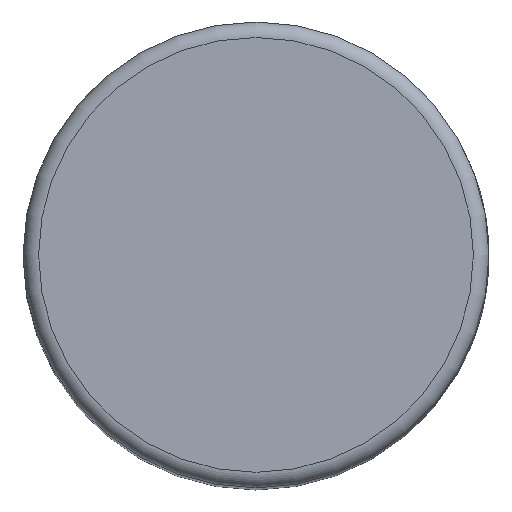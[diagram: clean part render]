
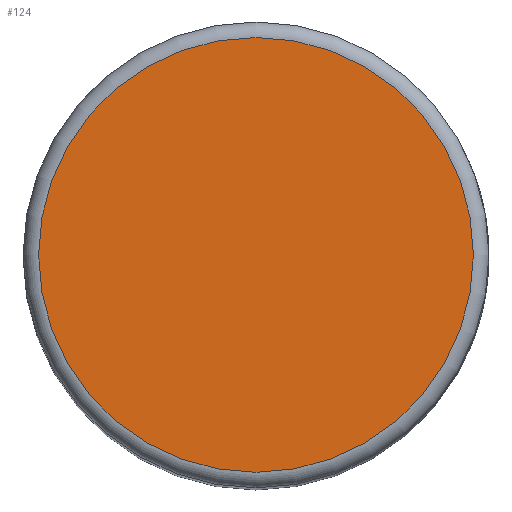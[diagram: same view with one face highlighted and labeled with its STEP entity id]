
A CAD part, top view. The second image highlights one B-rep face of the part: STEP entity #124.
In plain terms, the highlighted planar face has unit normal (0, 0, 1).
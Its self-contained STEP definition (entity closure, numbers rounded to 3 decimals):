
#124=ADVANCED_FACE('',(#325),#326,.T.);
#325=FACE_OUTER_BOUND('',#801,.T.);
#326=PLANE('',#802);
#801=EDGE_LOOP('',(#2142));
#802=AXIS2_PLACEMENT_3D('',#2143,#2144,#2145);
#2142=ORIENTED_EDGE('',*,*,#2755,.T.);
#2143=CARTESIAN_POINT('',(0.0,0.0,17.2));
#2144=DIRECTION('',(0.0,0.0,1.0));
#2145=DIRECTION('',(1.0,0.0,0.0));
#2755=EDGE_CURVE('',#3103,#3103,#3104,.T.);
#3103=VERTEX_POINT('',#3802);
#3104=CIRCLE('',#3803,1.4);
#3802=CARTESIAN_POINT('',(1.4,0.0,17.2));
#3803=AXIS2_PLACEMENT_3D('',#4467,#4468,#4469);
#4467=CARTESIAN_POINT('',(0.0,0.0,17.2));
#4468=DIRECTION('',(0.0,0.0,1.0));
#4469=DIRECTION('',(1.0,0.0,0.0));
